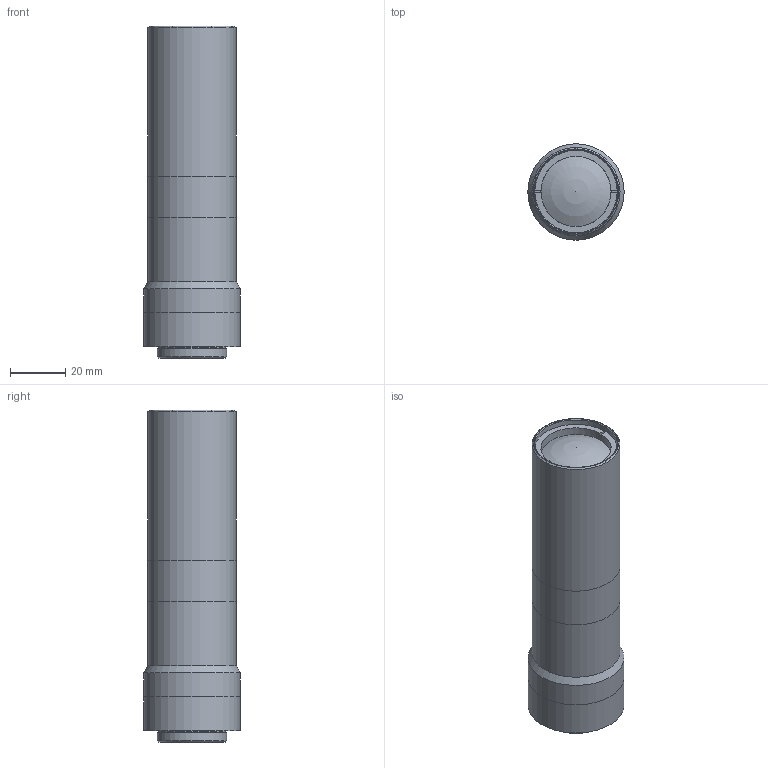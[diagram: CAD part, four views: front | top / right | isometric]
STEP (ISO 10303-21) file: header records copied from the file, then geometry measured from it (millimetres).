
FILE_DESCRIPTION(/* description */ (''),/* implementation_level */ '2;1');
FILE_NAME(/* name */ 'TOB11_11.0-80-F6-WN.stp',/* time_stamp */ '2020-06-15T10:30:19+02:00',/* author */ (''),/* organization */ (''),/* preprocessor_version */ 'ST-DEVELOPER v16.5',/* originating_system */ 'Autodesk Inventor 2017',/* authorisation */ '');
FILE_SCHEMA (('AUTOMOTIVE_DESIGN { 1 0 10303 214 3 1 1 }'));
Length unit declared in the file: millimetre
Products named in the file (1): TOB11_11.0-80-F6-WN
Bounding box: 35 x 35 x 120.66 mm (x, y, z)
Volume: 133732.2 mm3; surface area: 47825.1 mm2
Topology: 13 solids, 13 shells, 187 faces, 411 edges, 268 vertices
Faces by surface type: plane 84, cylinder 63, cone 28, sphere 8, torus 4
Full cylindrical faces by diameter (mm): 1.567 x2, 2 x1, 13 x1, 14 x1, 14.46 x1, 15 x1, 15.46 x1, 16 x1, 16.46 x1, 17.4 x1, 19.8 x1, 19.96 x1, 20 x1, 21 x1, 22 x3, 22.368 x1, 22.46 x1, 23 x1, 23.46 x3, 24.46 x1, 24.6 x1, 25 x1, 25.4 x1, 25.5 x1, 26.46 x1, 26.5 x3, 27 x2, 27.26 x1, 28 x3, 28.6 x1
Entity records: 4877 total; most frequent: CARTESIAN_POINT 978, DIRECTION 806, ORIENTED_EDGE 582, AXIS2_PLACEMENT_3D 352, EDGE_LOOP 304, EDGE_CURVE 291, VERTEX_POINT 233, FACE_OUTER_BOUND 186
